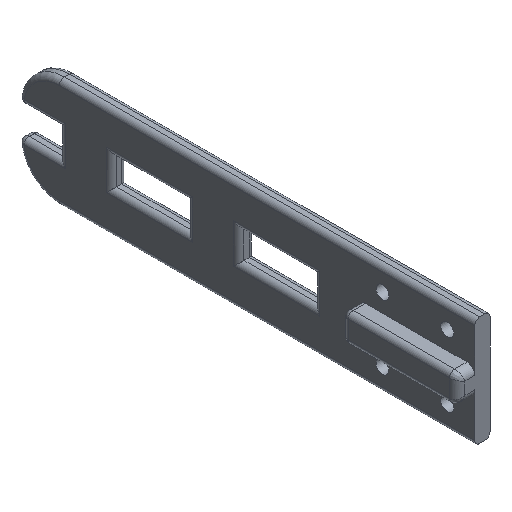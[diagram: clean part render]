
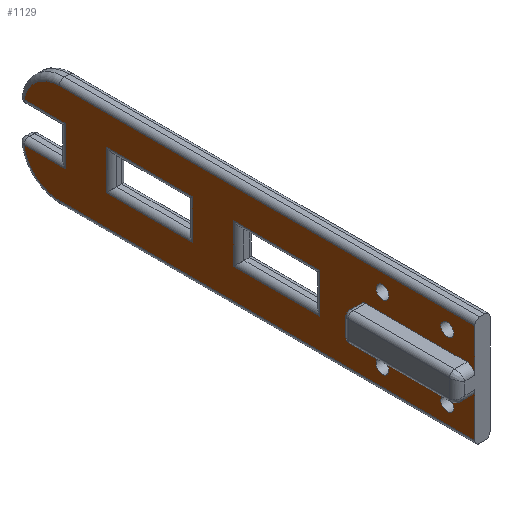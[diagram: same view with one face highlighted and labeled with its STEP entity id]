
A CAD part, isometric view. The second image highlights one B-rep face of the part: STEP entity #1129.
In plain terms, the highlighted planar face has unit normal (-1, 0, 0).
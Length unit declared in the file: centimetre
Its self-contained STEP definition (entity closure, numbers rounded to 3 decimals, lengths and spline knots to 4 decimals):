
#24=FACE_BOUND('',#178,.T.);
#25=FACE_BOUND('',#179,.T.);
#26=FACE_BOUND('',#180,.T.);
#27=FACE_BOUND('',#181,.T.);
#28=FACE_BOUND('',#182,.T.);
#29=FACE_BOUND('',#183,.T.);
#68=PLANE('',#1219);
#103=FACE_OUTER_BOUND('',#177,.T.);
#177=EDGE_LOOP('',(#796,#797,#798,#799,#800,#801,#802,#803,#804,#805,#806,
#807,#808,#809,#810,#811));
#178=EDGE_LOOP('',(#812,#813,#814,#815));
#179=EDGE_LOOP('',(#816));
#180=EDGE_LOOP('',(#817));
#181=EDGE_LOOP('',(#818));
#182=EDGE_LOOP('',(#819));
#183=EDGE_LOOP('',(#820,#821,#822,#823));
#262=LINE('',#1753,#354);
#267=LINE('',#1768,#359);
#274=LINE('',#1789,#366);
#275=LINE('',#1794,#367);
#276=LINE('',#1798,#368);
#277=LINE('',#1800,#369);
#278=LINE('',#1802,#370);
#279=LINE('',#1806,#371);
#280=LINE('',#1808,#372);
#281=LINE('',#1812,#373);
#282=LINE('',#1813,#374);
#283=LINE('',#1815,#375);
#284=LINE('',#1817,#376);
#285=LINE('',#1818,#377);
#286=LINE('',#1829,#378);
#287=LINE('',#1831,#379);
#288=LINE('',#1833,#380);
#289=LINE('',#1834,#381);
#354=VECTOR('',#1374,1.);
#359=VECTOR('',#1391,1.);
#366=VECTOR('',#1410,1.);
#367=VECTOR('',#1415,1.);
#368=VECTOR('',#1418,1.);
#369=VECTOR('',#1419,1.);
#370=VECTOR('',#1422,1.);
#371=VECTOR('',#1425,1.);
#372=VECTOR('',#1426,1.);
#373=VECTOR('',#1429,1.);
#374=VECTOR('',#1430,1.);
#375=VECTOR('',#1431,1.);
#376=VECTOR('',#1432,1.);
#377=VECTOR('',#1433,1.);
#378=VECTOR('',#1442,1.);
#379=VECTOR('',#1443,1.);
#380=VECTOR('',#1444,1.);
#381=VECTOR('',#1445,1.);
#439=CIRCLE('',#1194,0.2);
#443=CIRCLE('',#1200,0.2);
#448=CIRCLE('',#1220,1.4);
#449=CIRCLE('',#1221,0.3);
#450=CIRCLE('',#1222,0.3);
#451=CIRCLE('',#1223,1.4);
#452=CIRCLE('',#1224,0.25);
#453=CIRCLE('',#1225,0.25);
#454=CIRCLE('',#1226,0.25);
#455=CIRCLE('',#1227,0.25);
#488=VERTEX_POINT('',#1723);
#489=VERTEX_POINT('',#1725);
#494=VERTEX_POINT('',#1739);
#495=VERTEX_POINT('',#1741);
#497=VERTEX_POINT('',#1751);
#501=VERTEX_POINT('',#1767);
#508=VERTEX_POINT('',#1786);
#509=VERTEX_POINT('',#1788);
#510=VERTEX_POINT('',#1792);
#511=VERTEX_POINT('',#1793);
#512=VERTEX_POINT('',#1795);
#513=VERTEX_POINT('',#1797);
#514=VERTEX_POINT('',#1799);
#515=VERTEX_POINT('',#1803);
#516=VERTEX_POINT('',#1805);
#517=VERTEX_POINT('',#1807);
#518=VERTEX_POINT('',#1809);
#519=VERTEX_POINT('',#1811);
#520=VERTEX_POINT('',#1814);
#521=VERTEX_POINT('',#1816);
#522=VERTEX_POINT('',#1819);
#523=VERTEX_POINT('',#1821);
#524=VERTEX_POINT('',#1823);
#525=VERTEX_POINT('',#1825);
#526=VERTEX_POINT('',#1827);
#527=VERTEX_POINT('',#1828);
#528=VERTEX_POINT('',#1830);
#529=VERTEX_POINT('',#1832);
#584=EDGE_CURVE('',#488,#489,#439,.F.);
#592=EDGE_CURVE('',#494,#495,#443,.F.);
#598=EDGE_CURVE('',#488,#497,#262,.T.);
#605=EDGE_CURVE('',#501,#495,#267,.T.);
#615=EDGE_CURVE('',#508,#509,#274,.T.);
#617=EDGE_CURVE('',#510,#511,#275,.T.);
#618=EDGE_CURVE('',#512,#510,#448,.T.);
#619=EDGE_CURVE('',#513,#512,#276,.T.);
#620=EDGE_CURVE('',#514,#513,#277,.F.);
#621=EDGE_CURVE('',#514,#501,#449,.T.);
#622=EDGE_CURVE('',#494,#489,#278,.F.);
#623=EDGE_CURVE('',#497,#515,#450,.T.);
#624=EDGE_CURVE('',#516,#515,#279,.F.);
#625=EDGE_CURVE('',#517,#516,#280,.T.);
#626=EDGE_CURVE('',#518,#517,#451,.T.);
#627=EDGE_CURVE('',#519,#518,#281,.T.);
#628=EDGE_CURVE('',#511,#519,#282,.T.);
#629=EDGE_CURVE('',#509,#520,#283,.T.);
#630=EDGE_CURVE('',#521,#508,#284,.T.);
#631=EDGE_CURVE('',#520,#521,#285,.T.);
#632=EDGE_CURVE('',#522,#522,#452,.T.);
#633=EDGE_CURVE('',#523,#523,#453,.T.);
#634=EDGE_CURVE('',#524,#524,#454,.T.);
#635=EDGE_CURVE('',#525,#525,#455,.T.);
#636=EDGE_CURVE('',#526,#527,#286,.T.);
#637=EDGE_CURVE('',#528,#526,#287,.T.);
#638=EDGE_CURVE('',#529,#528,#288,.T.);
#639=EDGE_CURVE('',#527,#529,#289,.T.);
#796=ORIENTED_EDGE('',*,*,#617,.F.);
#797=ORIENTED_EDGE('',*,*,#618,.F.);
#798=ORIENTED_EDGE('',*,*,#619,.F.);
#799=ORIENTED_EDGE('',*,*,#620,.F.);
#800=ORIENTED_EDGE('',*,*,#621,.T.);
#801=ORIENTED_EDGE('',*,*,#605,.T.);
#802=ORIENTED_EDGE('',*,*,#592,.F.);
#803=ORIENTED_EDGE('',*,*,#622,.T.);
#804=ORIENTED_EDGE('',*,*,#584,.F.);
#805=ORIENTED_EDGE('',*,*,#598,.T.);
#806=ORIENTED_EDGE('',*,*,#623,.T.);
#807=ORIENTED_EDGE('',*,*,#624,.F.);
#808=ORIENTED_EDGE('',*,*,#625,.F.);
#809=ORIENTED_EDGE('',*,*,#626,.F.);
#810=ORIENTED_EDGE('',*,*,#627,.F.);
#811=ORIENTED_EDGE('',*,*,#628,.F.);
#812=ORIENTED_EDGE('',*,*,#629,.F.);
#813=ORIENTED_EDGE('',*,*,#615,.F.);
#814=ORIENTED_EDGE('',*,*,#630,.F.);
#815=ORIENTED_EDGE('',*,*,#631,.F.);
#816=ORIENTED_EDGE('',*,*,#632,.T.);
#817=ORIENTED_EDGE('',*,*,#633,.T.);
#818=ORIENTED_EDGE('',*,*,#634,.T.);
#819=ORIENTED_EDGE('',*,*,#635,.T.);
#820=ORIENTED_EDGE('',*,*,#636,.F.);
#821=ORIENTED_EDGE('',*,*,#637,.F.);
#822=ORIENTED_EDGE('',*,*,#638,.F.);
#823=ORIENTED_EDGE('',*,*,#639,.F.);
#1129=ADVANCED_FACE('',(#103,#24,#25,#26,#27,#28,#29),#68,.F.);
#1194=AXIS2_PLACEMENT_3D('',#1726,#1343,#1344);
#1200=AXIS2_PLACEMENT_3D('',#1742,#1359,#1360);
#1219=AXIS2_PLACEMENT_3D('',#1791,#1413,#1414);
#1220=AXIS2_PLACEMENT_3D('',#1796,#1416,#1417);
#1221=AXIS2_PLACEMENT_3D('',#1801,#1420,#1421);
#1222=AXIS2_PLACEMENT_3D('',#1804,#1423,#1424);
#1223=AXIS2_PLACEMENT_3D('',#1810,#1427,#1428);
#1224=AXIS2_PLACEMENT_3D('',#1820,#1434,#1435);
#1225=AXIS2_PLACEMENT_3D('',#1822,#1436,#1437);
#1226=AXIS2_PLACEMENT_3D('',#1824,#1438,#1439);
#1227=AXIS2_PLACEMENT_3D('',#1826,#1440,#1441);
#1343=DIRECTION('center_axis',(1.,0.,0.));
#1344=DIRECTION('ref_axis',(0.,0.707,0.707));
#1359=DIRECTION('center_axis',(1.,0.,0.));
#1360=DIRECTION('ref_axis',(0.,0.707,-0.707));
#1374=DIRECTION('',(0.,-1.,0.));
#1391=DIRECTION('',(0.,1.,0.));
#1410=DIRECTION('',(0.,0.,-1.));
#1413=DIRECTION('center_axis',(1.,0.,0.));
#1414=DIRECTION('ref_axis',(0.,1.,0.));
#1415=DIRECTION('',(0.,-1.,0.));
#1416=DIRECTION('center_axis',(1.,0.,0.));
#1417=DIRECTION('ref_axis',(0.,0.705,-0.709));
#1418=DIRECTION('',(0.,1.,0.));
#1419=DIRECTION('',(0.,0.,1.));
#1420=DIRECTION('center_axis',(1.,0.,0.));
#1421=DIRECTION('ref_axis',(0.,-0.707,-0.707));
#1422=DIRECTION('',(0.,0.,-1.));
#1423=DIRECTION('center_axis',(1.,0.,0.));
#1424=DIRECTION('ref_axis',(0.,-0.707,0.707));
#1425=DIRECTION('',(0.,0.,1.));
#1426=DIRECTION('',(0.,-1.,0.));
#1427=DIRECTION('center_axis',(1.,0.,0.));
#1428=DIRECTION('ref_axis',(0.,0.698,0.716));
#1429=DIRECTION('',(0.,1.,0.));
#1430=DIRECTION('',(0.,0.,1.));
#1431=DIRECTION('',(0.,-1.,0.));
#1432=DIRECTION('',(0.,1.,0.));
#1433=DIRECTION('',(0.,0.,1.));
#1434=DIRECTION('center_axis',(1.,0.,0.));
#1435=DIRECTION('ref_axis',(0.,-1.,0.));
#1436=DIRECTION('center_axis',(1.,0.,0.));
#1437=DIRECTION('ref_axis',(0.,-1.,0.));
#1438=DIRECTION('center_axis',(1.,0.,0.));
#1439=DIRECTION('ref_axis',(0.,-1.,0.));
#1440=DIRECTION('center_axis',(1.,0.,0.));
#1441=DIRECTION('ref_axis',(0.,-1.,0.));
#1442=DIRECTION('',(0.,0.,-1.));
#1443=DIRECTION('',(0.,1.,0.));
#1444=DIRECTION('',(0.,0.,1.));
#1445=DIRECTION('',(0.,-1.,0.));
#1723=CARTESIAN_POINT('',(23.8847,83.4199,-9.));
#1725=CARTESIAN_POINT('',(23.8847,83.6199,-9.2));
#1726=CARTESIAN_POINT('Origin',(23.8847,83.4199,-9.2));
#1739=CARTESIAN_POINT('',(23.8847,83.6199,-9.9));
#1741=CARTESIAN_POINT('',(23.8847,83.4199,-10.1));
#1742=CARTESIAN_POINT('Origin',(23.8847,83.4199,-9.9));
#1751=CARTESIAN_POINT('',(23.8847,79.433,-9.));
#1753=CARTESIAN_POINT('',(23.8847,82.8205,-9.));
#1767=CARTESIAN_POINT('',(23.8847,79.433,-10.1));
#1768=CARTESIAN_POINT('',(23.8847,82.8205,-10.1));
#1786=CARTESIAN_POINT('',(23.8847,93.588,-8.775));
#1788=CARTESIAN_POINT('',(23.8847,93.588,-10.325));
#1789=CARTESIAN_POINT('',(23.8847,93.588,-9.5496));
#1791=CARTESIAN_POINT('Origin',(23.8847,81.758,-9.5496));
#1792=CARTESIAN_POINT('',(23.8847,96.8172,-10.325));
#1793=CARTESIAN_POINT('',(23.8847,95.208,-10.325));
#1794=CARTESIAN_POINT('',(23.8847,86.033,-10.325));
#1795=CARTESIAN_POINT('',(23.8847,95.4331,-11.5151));
#1796=CARTESIAN_POINT('Origin',(23.8847,95.4331,-10.1151));
#1797=CARTESIAN_POINT('',(23.8847,79.133,-11.5151));
#1798=CARTESIAN_POINT('',(23.8847,81.758,-11.5151));
#1799=CARTESIAN_POINT('',(23.8847,79.133,-9.8));
#1800=CARTESIAN_POINT('',(23.8847,79.133,-9.5496));
#1801=CARTESIAN_POINT('Origin',(23.8847,79.433,-9.8));
#1802=CARTESIAN_POINT('',(23.8847,83.6199,-9.5498));
#1803=CARTESIAN_POINT('',(23.8847,79.133,-9.3));
#1804=CARTESIAN_POINT('Origin',(23.8847,79.433,-9.3));
#1805=CARTESIAN_POINT('',(23.8847,79.133,-7.6141));
#1806=CARTESIAN_POINT('',(23.8847,79.133,-9.5496));
#1807=CARTESIAN_POINT('',(23.8847,95.4335,-7.6141));
#1808=CARTESIAN_POINT('',(23.8847,81.758,-7.6141));
#1809=CARTESIAN_POINT('',(23.8847,96.8129,-8.775));
#1810=CARTESIAN_POINT('Origin',(23.8847,95.4335,-9.0141));
#1811=CARTESIAN_POINT('',(23.8847,95.208,-8.775));
#1812=CARTESIAN_POINT('',(23.8847,86.033,-8.775));
#1813=CARTESIAN_POINT('',(23.8847,95.208,-9.5496));
#1814=CARTESIAN_POINT('',(23.8847,90.208,-10.325));
#1815=CARTESIAN_POINT('',(23.8847,86.033,-10.325));
#1816=CARTESIAN_POINT('',(23.8847,90.208,-8.775));
#1817=CARTESIAN_POINT('',(23.8847,86.033,-8.775));
#1818=CARTESIAN_POINT('',(23.8847,90.208,-9.5496));
#1819=CARTESIAN_POINT('',(23.8847,80.4619,-10.8257));
#1820=CARTESIAN_POINT('Origin',(23.8847,80.2119,-10.8257));
#1821=CARTESIAN_POINT('',(23.8847,83.0036,-10.8291));
#1822=CARTESIAN_POINT('Origin',(23.8847,82.7536,-10.8291));
#1823=CARTESIAN_POINT('',(23.8847,80.462,-8.2878));
#1824=CARTESIAN_POINT('Origin',(23.8847,80.212,-8.2878));
#1825=CARTESIAN_POINT('',(23.8847,83.0006,-8.2844));
#1826=CARTESIAN_POINT('Origin',(23.8847,82.7506,-8.2844));
#1827=CARTESIAN_POINT('',(23.8847,88.588,-8.775));
#1828=CARTESIAN_POINT('',(23.8847,88.588,-10.325));
#1829=CARTESIAN_POINT('',(23.8847,88.588,-9.5496));
#1830=CARTESIAN_POINT('',(23.8847,85.208,-8.775));
#1831=CARTESIAN_POINT('',(23.8847,86.033,-8.775));
#1832=CARTESIAN_POINT('',(23.8847,85.208,-10.325));
#1833=CARTESIAN_POINT('',(23.8847,85.208,-9.4998));
#1834=CARTESIAN_POINT('',(23.8847,86.033,-10.325));
